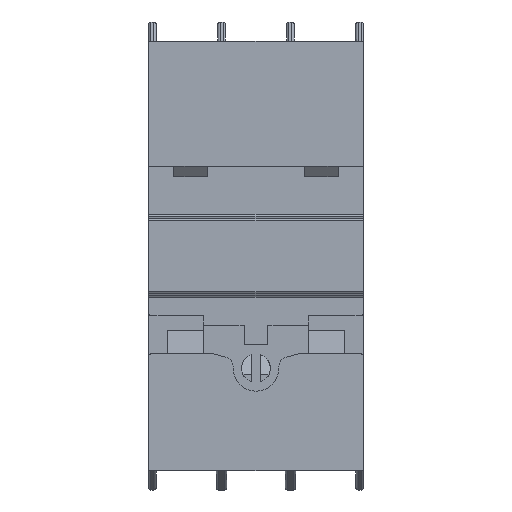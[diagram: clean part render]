
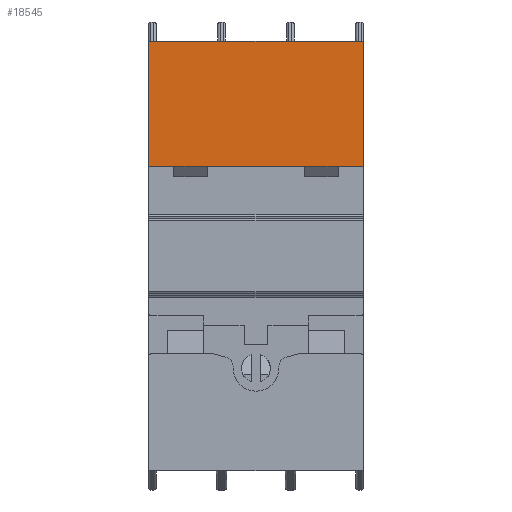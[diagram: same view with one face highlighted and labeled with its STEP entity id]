
A CAD part, front view. The second image highlights one B-rep face of the part: STEP entity #18545.
In plain terms, the highlighted planar face has unit normal (0, -1, 0).
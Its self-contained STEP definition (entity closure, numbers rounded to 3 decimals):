
#1197=DIRECTION('',(0.,0.,-1.));
#1198=VECTOR('',#1197,25.7);
#1199=CARTESIAN_POINT('',(-36.9,0.,44.5));
#1200=LINE('',#1199,#1198);
#2371=CARTESIAN_POINT('',(7.6,0.,44.5));
#2372=DIRECTION('',(0.,-1.,0.));
#2373=DIRECTION('',(1.,0.,0.));
#2374=AXIS2_PLACEMENT_3D('',#2371,#2372,#2373);
#2376=DIRECTION('',(0.,0.,-1.));
#2377=VECTOR('',#2376,25.7);
#2378=CARTESIAN_POINT('',(8.1,0.,44.5));
#2379=LINE('',#2378,#2377);
#2380=DIRECTION('',(-1.,0.,0.));
#2381=VECTOR('',#2380,5.3);
#2382=CARTESIAN_POINT('',(8.1,0.,18.8));
#2383=LINE('',#2382,#2381);
#2384=DIRECTION('',(0.,0.,-1.));
#2385=VECTOR('',#2384,0.055);
#2386=CARTESIAN_POINT('',(2.8,0.,18.8));
#2387=LINE('',#2386,#2385);
#2388=DIRECTION('',(-1.,0.,0.));
#2389=VECTOR('',#2388,7.);
#2390=CARTESIAN_POINT('',(2.8,0.,18.745));
#2391=LINE('',#2390,#2389);
#2392=DIRECTION('',(0.,0.,1.));
#2393=VECTOR('',#2392,0.055);
#2394=CARTESIAN_POINT('',(-4.2,0.,18.745));
#2395=LINE('',#2394,#2393);
#2396=DIRECTION('',(-1.,0.,0.));
#2397=VECTOR('',#2396,20.4);
#2398=CARTESIAN_POINT('',(-4.2,0.,18.8));
#2399=LINE('',#2398,#2397);
#2400=DIRECTION('',(0.,0.,-1.));
#2401=VECTOR('',#2400,0.055);
#2402=CARTESIAN_POINT('',(-24.6,0.,18.8));
#2403=LINE('',#2402,#2401);
#2404=DIRECTION('',(-1.,0.,0.));
#2405=VECTOR('',#2404,7.);
#2406=CARTESIAN_POINT('',(-24.6,0.,18.745));
#2407=LINE('',#2406,#2405);
#2408=DIRECTION('',(0.,0.,1.));
#2409=VECTOR('',#2408,0.055);
#2410=CARTESIAN_POINT('',(-31.6,0.,18.745));
#2411=LINE('',#2410,#2409);
#2412=DIRECTION('',(1.,0.,0.));
#2413=VECTOR('',#2412,5.3);
#2414=CARTESIAN_POINT('',(-36.9,0.,18.8));
#2415=LINE('',#2414,#2413);
#2416=CARTESIAN_POINT('',(-36.4,0.,44.5));
#2417=DIRECTION('',(0.,-1.,0.));
#2418=DIRECTION('',(0.,0.,1.));
#2419=AXIS2_PLACEMENT_3D('',#2416,#2417,#2418);
#2429=DIRECTION('',(-1.,0.,0.));
#2430=VECTOR('',#2429,44.);
#2431=CARTESIAN_POINT('',(7.6,0.,45.));
#2432=LINE('',#2431,#2430);
#12358=CARTESIAN_POINT('',(2.8,0.,18.745));
#12359=CARTESIAN_POINT('',(-4.2,0.,18.745));
#12360=VERTEX_POINT('',#12358);
#12361=VERTEX_POINT('',#12359);
#12362=CARTESIAN_POINT('',(-24.6,0.,18.745));
#12363=CARTESIAN_POINT('',(-31.6,0.,18.745));
#12364=VERTEX_POINT('',#12362);
#12365=VERTEX_POINT('',#12363);
#12656=CARTESIAN_POINT('',(8.1,0.,44.5));
#12657=CARTESIAN_POINT('',(7.6,0.,45.));
#12658=VERTEX_POINT('',#12656);
#12659=VERTEX_POINT('',#12657);
#12740=CARTESIAN_POINT('',(-36.4,0.,45.));
#12741=CARTESIAN_POINT('',(-36.9,0.,44.5));
#12742=VERTEX_POINT('',#12740);
#12743=VERTEX_POINT('',#12741);
#12744=CARTESIAN_POINT('',(-36.9,0.,18.8));
#12745=VERTEX_POINT('',#12744);
#12746=CARTESIAN_POINT('',(8.1,0.,18.8));
#12747=VERTEX_POINT('',#12746);
#12904=CARTESIAN_POINT('',(-31.6,0.,18.8));
#12905=VERTEX_POINT('',#12904);
#12906=CARTESIAN_POINT('',(-4.2,0.,18.8));
#12907=VERTEX_POINT('',#12906);
#12908=CARTESIAN_POINT('',(-24.6,0.,18.8));
#12909=VERTEX_POINT('',#12908);
#12910=CARTESIAN_POINT('',(2.8,0.,18.8));
#12911=VERTEX_POINT('',#12910);
#18513=CARTESIAN_POINT('',(7.2,0.,0.));
#18514=DIRECTION('',(0.,-1.,0.));
#18515=DIRECTION('',(0.,0.,1.));
#18516=AXIS2_PLACEMENT_3D('',#18513,#18514,#18515);
#18517=PLANE('',#18516);
#18519=ORIENTED_EDGE('',*,*,#18518,.F.);
#18520=ORIENTED_EDGE('',*,*,#16427,.T.);
#18522=ORIENTED_EDGE('',*,*,#18521,.T.);
#18524=ORIENTED_EDGE('',*,*,#18523,.T.);
#18526=ORIENTED_EDGE('',*,*,#18525,.T.);
#18528=ORIENTED_EDGE('',*,*,#18527,.T.);
#18530=ORIENTED_EDGE('',*,*,#18529,.T.);
#18532=ORIENTED_EDGE('',*,*,#18531,.T.);
#18534=ORIENTED_EDGE('',*,*,#18533,.T.);
#18536=ORIENTED_EDGE('',*,*,#18535,.T.);
#18537=ORIENTED_EDGE('',*,*,#18504,.F.);
#18538=ORIENTED_EDGE('',*,*,#17007,.F.);
#18540=ORIENTED_EDGE('',*,*,#18539,.F.);
#18542=ORIENTED_EDGE('',*,*,#18541,.F.);
#18543=EDGE_LOOP('',(#18519,#18520,#18522,#18524,#18526,#18528,#18530,#18532,
#18534,#18536,#18537,#18538,#18540,#18542));
#18544=FACE_OUTER_BOUND('',#18543,.F.);
#18545=ADVANCED_FACE('',(#18544),#18517,.T.);
#2375=CIRCLE('',#2374,0.5);
#2420=CIRCLE('',#2419,0.5);
#16427=EDGE_CURVE('',#12658,#12747,#2379,.T.);
#17007=EDGE_CURVE('',#12743,#12745,#1200,.T.);
#18504=EDGE_CURVE('',#12745,#12905,#2415,.T.);
#18518=EDGE_CURVE('',#12658,#12659,#2375,.T.);
#18521=EDGE_CURVE('',#12747,#12911,#2383,.T.);
#18523=EDGE_CURVE('',#12911,#12360,#2387,.T.);
#18525=EDGE_CURVE('',#12360,#12361,#2391,.T.);
#18527=EDGE_CURVE('',#12361,#12907,#2395,.T.);
#18529=EDGE_CURVE('',#12907,#12909,#2399,.T.);
#18531=EDGE_CURVE('',#12909,#12364,#2403,.T.);
#18533=EDGE_CURVE('',#12364,#12365,#2407,.T.);
#18535=EDGE_CURVE('',#12365,#12905,#2411,.T.);
#18539=EDGE_CURVE('',#12742,#12743,#2420,.T.);
#18541=EDGE_CURVE('',#12659,#12742,#2432,.T.);
